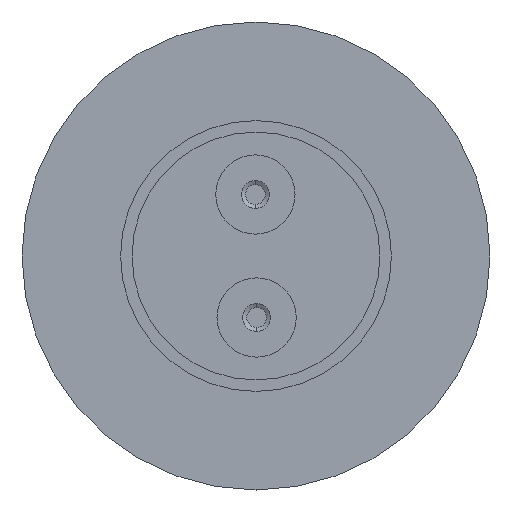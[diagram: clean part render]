
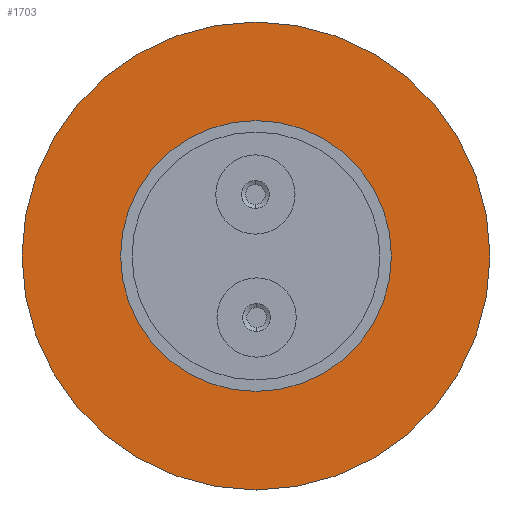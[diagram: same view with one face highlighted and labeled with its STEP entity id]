
A CAD part, front view. The second image highlights one B-rep face of the part: STEP entity #1703.
In plain terms, the highlighted planar face has unit normal (0, -1, 0).
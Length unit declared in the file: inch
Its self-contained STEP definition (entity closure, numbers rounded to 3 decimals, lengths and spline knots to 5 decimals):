
#24 = CARTESIAN_POINT ( 'NONE',  ( 0., 0., 0. ) ) ;
#105 = DIRECTION ( 'NONE',  ( 0., 0., -1. ) ) ;
#110 = DIRECTION ( 'NONE',  ( 0., 0., -1. ) ) ;
#111 = DIRECTION ( 'NONE',  ( 0., -1., 0. ) ) ;
#112 = CARTESIAN_POINT ( 'NONE',  ( 0., 0., 0. ) ) ;
#318 = DIRECTION ( 'NONE',  ( 0., 1., 0. ) ) ;
#556 = DIRECTION ( 'NONE',  ( 0., 0., -1. ) ) ;
#557 = DIRECTION ( 'NONE',  ( 0., 1., 0. ) ) ;
#558 = CARTESIAN_POINT ( 'NONE',  ( 0., 0., 0. ) ) ;
#560 = DIRECTION ( 'NONE',  ( 0., 0., -1. ) ) ;
#561 = DIRECTION ( 'NONE',  ( 0., -1., 0. ) ) ;
#562 = CARTESIAN_POINT ( 'NONE',  ( 0., 0., 0. ) ) ;
#683 = EDGE_CURVE ( 'NONE', #2277, #2181, #2063, .T. ) ;
#684 = EDGE_CURVE ( 'NONE', #2335, #2273, #2062, .T. ) ;
#742 = AXIS2_PLACEMENT_3D ( 'NONE', #1935, #1930, #1929 ) ;
#816 = AXIS2_PLACEMENT_3D ( 'NONE', #112, #111, #110 ) ;
#835 = AXIS2_PLACEMENT_3D ( 'NONE', #24, #318, #105 ) ;
#851 = AXIS2_PLACEMENT_3D ( 'NONE', #558, #557, #556 ) ;
#852 = AXIS2_PLACEMENT_3D ( 'NONE', #562, #561, #560 ) ;
#971 = EDGE_CURVE ( 'NONE', #2273, #2335, #1373, .T. ) ;
#1009 = EDGE_CURVE ( 'NONE', #2181, #2277, #1271, .T. ) ;
#1115 = EDGE_LOOP ( 'NONE', ( #2323, #2324 ) ) ;
#1118 = EDGE_LOOP ( 'NONE', ( #2325, #2326 ) ) ;
#1271 = CIRCLE ( 'NONE', #816, 0.3415 ) ;
#1373 = CIRCLE ( 'NONE', #835, 0.59 ) ;
#1445 = FACE_BOUND ( 'NONE', #1118, .T. ) ;
#1633 = FACE_OUTER_BOUND ( 'NONE', #1115, .T. ) ;
#1703 = ADVANCED_FACE ( 'NONE', ( #1633, #1445 ), #1932, .F. ) ;
#1791 = CARTESIAN_POINT ( 'NONE',  ( 0., 0., -0.59 ) ) ;
#1812 = CARTESIAN_POINT ( 'NONE',  ( 0., 0., -0.3415 ) ) ;
#1815 = CARTESIAN_POINT ( 'NONE',  ( 0., 0., 0.59 ) ) ;
#1878 = CARTESIAN_POINT ( 'NONE',  ( 0., 0., 0.3415 ) ) ;
#1929 = DIRECTION ( 'NONE',  ( 0., 0., 1. ) ) ;
#1930 = DIRECTION ( 'NONE',  ( 0., 1., 0. ) ) ;
#1932 = PLANE ( 'NONE',  #742 ) ;
#1935 = CARTESIAN_POINT ( 'NONE',  ( -0.59, 0., 0. ) ) ;
#2062 = CIRCLE ( 'NONE', #851, 0.59 ) ;
#2063 = CIRCLE ( 'NONE', #852, 0.3415 ) ;
#2181 = VERTEX_POINT ( 'NONE', #1878 ) ;
#2273 = VERTEX_POINT ( 'NONE', #1815 ) ;
#2277 = VERTEX_POINT ( 'NONE', #1812 ) ;
#2323 = ORIENTED_EDGE ( 'NONE', *, *, #684, .F. ) ;
#2324 = ORIENTED_EDGE ( 'NONE', *, *, #971, .F. ) ;
#2325 = ORIENTED_EDGE ( 'NONE', *, *, #683, .F. ) ;
#2326 = ORIENTED_EDGE ( 'NONE', *, *, #1009, .F. ) ;
#2335 = VERTEX_POINT ( 'NONE', #1791 ) ;
